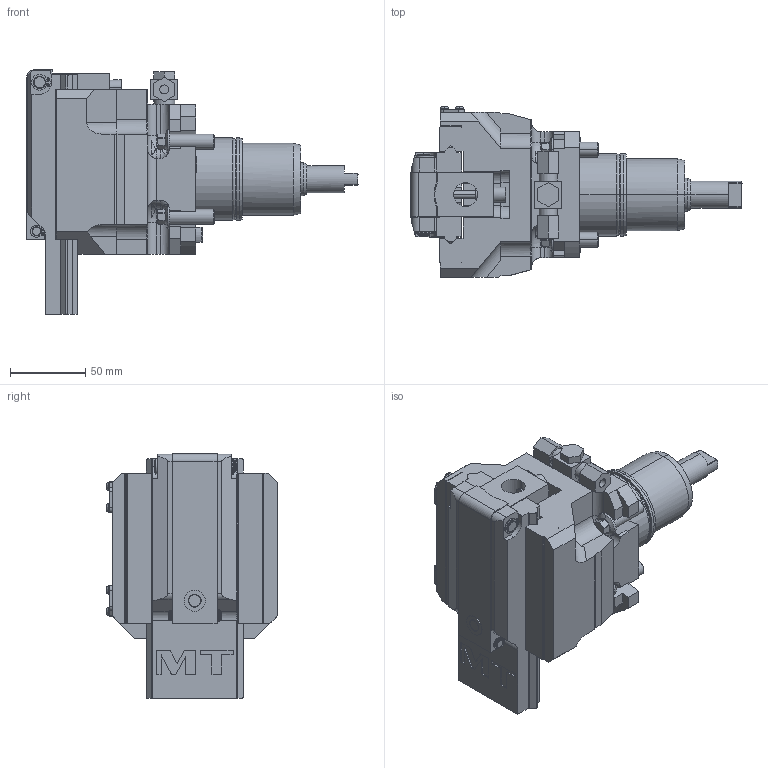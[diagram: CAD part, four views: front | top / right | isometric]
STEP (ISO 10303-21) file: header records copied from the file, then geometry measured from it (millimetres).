
FILE_DESCRIPTION((''),'2;1');
FILE_NAME('NKM0920100_CONF','2023-06-21T08:50:06',('gvalli'),('M.T. srl'),'CREO PARAMETRIC BY PTC INC, 2021072','CREO PARAMETRIC BY PTC INC, 2021072','');
FILE_SCHEMA(('CONFIG_CONTROL_DESIGN'));
Length unit declared in the file: millimetre
Products named in the file (1): NKM0920100_CONF
Bounding box: 221.05 x 113.65 x 163 mm (x, y, z)
Volume: 1199589.7 mm3; surface area: 138606.9 mm2
Topology: 1 solids, 1 shells, 714 faces, 1876 edges, 1190 vertices
Faces by surface type: plane 371, cylinder 242, cone 72, torus 19, bspline 8, extrusion 2
Entity records: 24513 total; most frequent: CARTESIAN_POINT 6682, ORIENTED_EDGE 3736, DIRECTION 3703, EDGE_CURVE 1868, AXIS2_PLACEMENT_3D 1281, VERTEX_POINT 1190, VECTOR 1141, LINE 1139
